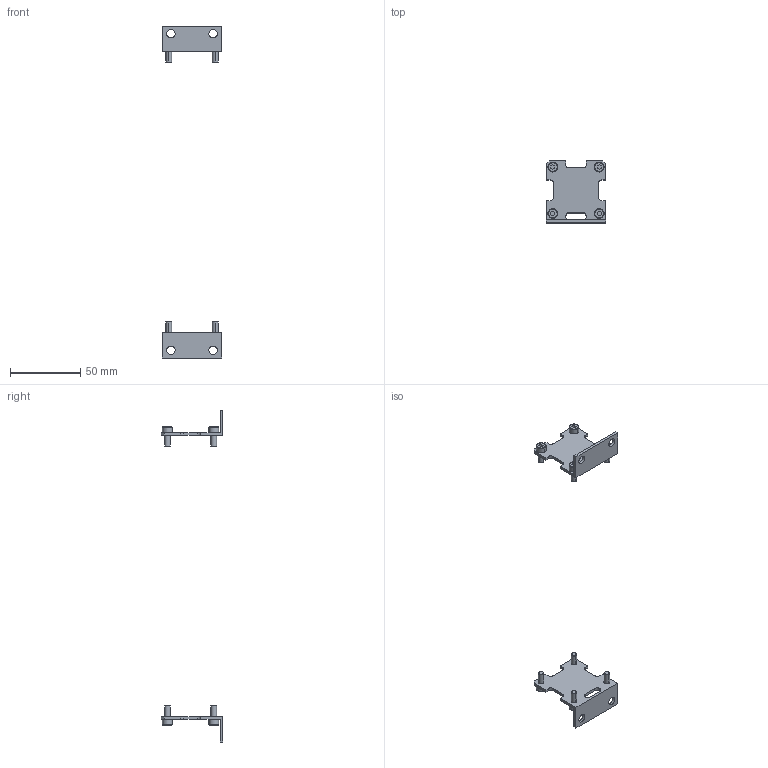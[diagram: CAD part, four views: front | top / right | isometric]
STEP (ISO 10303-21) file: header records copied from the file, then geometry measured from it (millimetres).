
FILE_DESCRIPTION(('STEP AP203'),'1');
FILE_NAME('mounting_brackets_1252-0001.stp','2021-11-02T01:25:12',('TraceParts'),('TraceParts S.A.'),'Spatial InterOp 3D',' ',' ');
FILE_SCHEMA(('CONFIG_CONTROL_DESIGN'));
Length unit declared in the file: millimetre
Products named in the file (1): 1
Bounding box: 42 x 44 x 236 mm (x, y, z)
Volume: 10603.7 mm3; surface area: 11517.5 mm2
Topology: 2 solids, 2 shells, 210 faces, 538 edges, 356 vertices
Faces by surface type: plane 120, cylinder 58, torus 16, cone 16
Entity records: 6478 total; most frequent: DIRECTION 1150, CARTESIAN_POINT 1106, ORIENTED_EDGE 1076, EDGE_CURVE 538, AXIS2_PLACEMENT_3D 400, VERTEX_POINT 356, LINE 350, VECTOR 350
